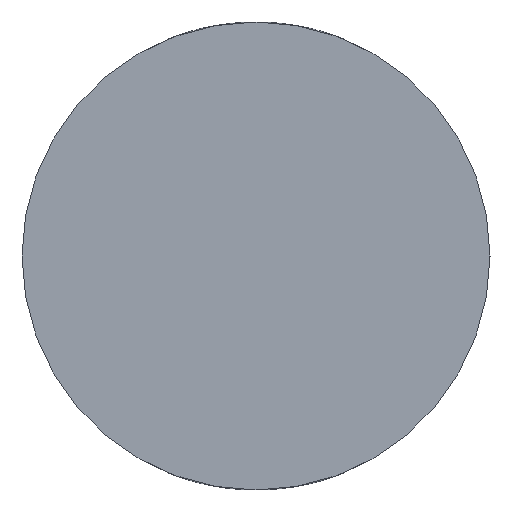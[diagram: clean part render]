
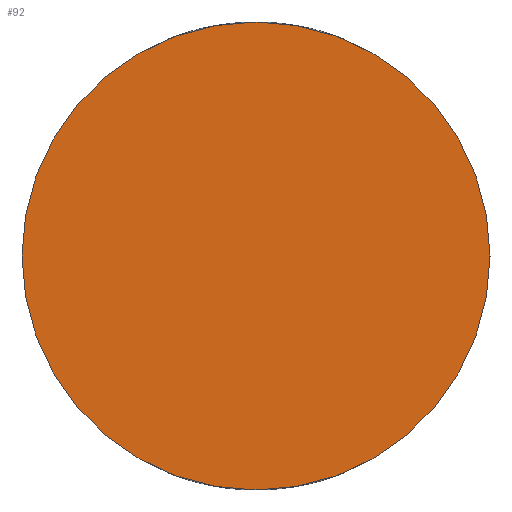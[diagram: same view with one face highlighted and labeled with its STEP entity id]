
A CAD part, left-side view. The second image highlights one B-rep face of the part: STEP entity #92.
In plain terms, the highlighted planar face has unit normal (-1, 0, 0).
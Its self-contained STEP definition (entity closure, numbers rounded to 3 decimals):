
#16=PLANE('',#125);
#23=CIRCLE('',#123,4.);
#29=FACE_OUTER_BOUND('',#36,.T.);
#36=EDGE_LOOP('',(#85));
#52=VERTEX_POINT('',#239);
#63=EDGE_CURVE('',#52,#52,#23,.T.);
#85=ORIENTED_EDGE('',*,*,#63,.F.);
#92=ADVANCED_FACE('',(#29),#16,.F.);
#123=AXIS2_PLACEMENT_3D('',#241,#144,#145);
#125=AXIS2_PLACEMENT_3D('',#243,#148,#149);
#144=DIRECTION('center_axis',(1.,0.,0.));
#145=DIRECTION('ref_axis',(0.,1.,0.));
#148=DIRECTION('center_axis',(1.,0.,0.));
#149=DIRECTION('ref_axis',(0.,0.,-1.));
#239=CARTESIAN_POINT('',(0.,-4.,0.));
#241=CARTESIAN_POINT('Origin',(0.,0.,0.));
#243=CARTESIAN_POINT('Origin',(0.,0.,0.));
